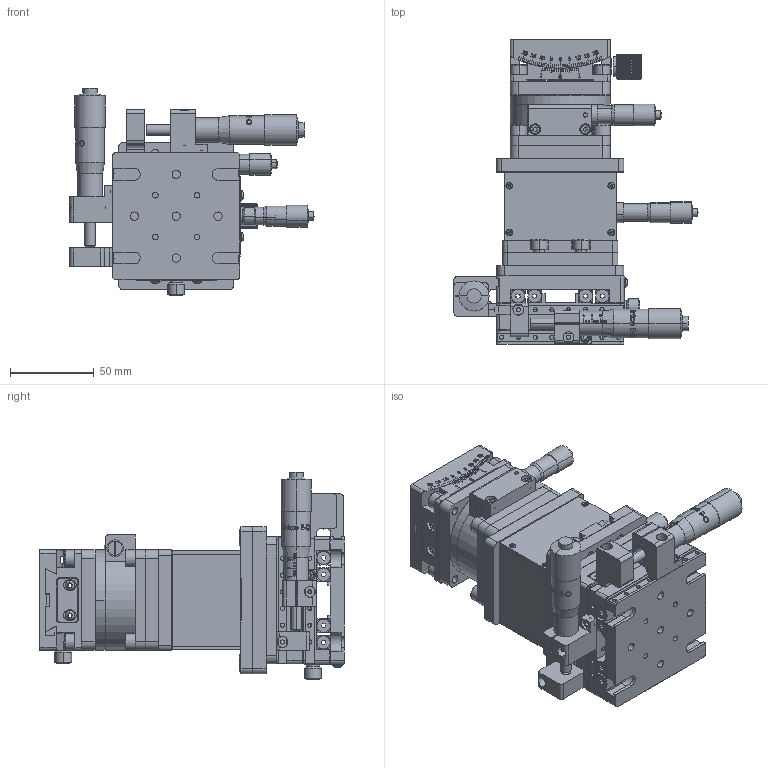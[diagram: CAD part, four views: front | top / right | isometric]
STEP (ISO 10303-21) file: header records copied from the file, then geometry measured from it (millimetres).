
FILE_DESCRIPTION (( 'STEP AP203' ), '1' );
FILE_NAME ('06MTG50-5M.STEP', '2021-08-19T09:24:08', ( '' ), ( '' ), 'SwSTEP 2.0', 'SolidWorks 2020', '' );
FILE_SCHEMA (( 'CONFIG_CONTROL_DESIGN' ));
Products named in the file (1): 06MTG50-5M
Bounding box: 145.9 x 181.95 x 124.1 mm (x, y, z)
Surface area: 202785.6 mm2 (no closed solid volume)
Topology: 0 solids, 163 shells, 1694 faces, 7245 edges, 5531 vertices
Faces by surface type: plane 896, cylinder 547, cone 147, torus 60, bspline 25, sphere 19
Entity records: 88152 total; most frequent: CARTESIAN_POINT 29946, DIRECTION 11767, ORIENTED_EDGE 10656, EDGE_CURVE 7225, VERTEX_POINT 5530, AXIS2_PLACEMENT_3D 3975, LINE 3817, VECTOR 3817
